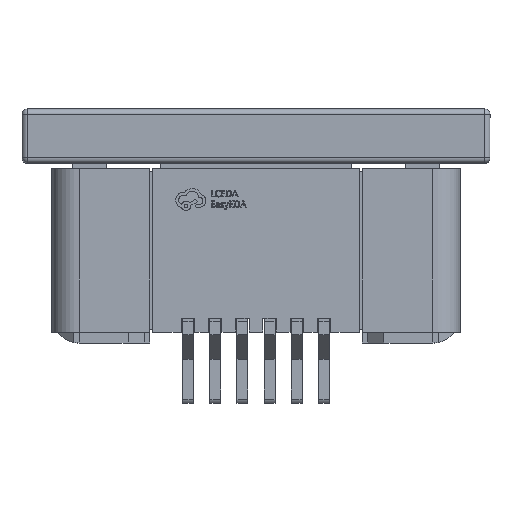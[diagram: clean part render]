
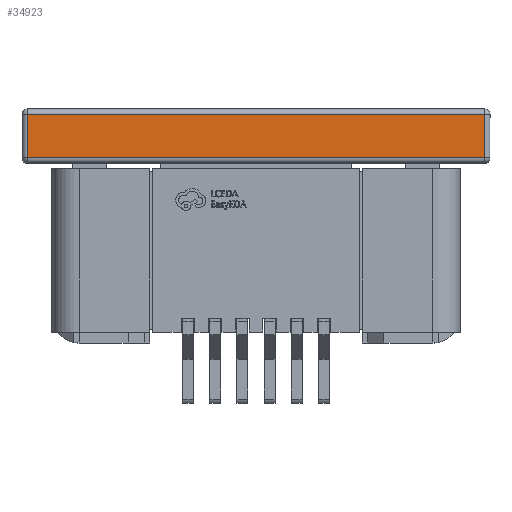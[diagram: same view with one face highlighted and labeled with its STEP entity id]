
A CAD part, top view. The second image highlights one B-rep face of the part: STEP entity #34923.
In plain terms, the highlighted planar face has unit normal (0, 0, 1).
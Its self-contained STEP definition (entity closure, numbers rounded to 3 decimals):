
#689 = CARTESIAN_POINT ( 'NONE',  ( -4.2, -2.8, 1.85 ) ) ;
#1683 = EDGE_CURVE ( 'NONE', #8476, #11596, #35748, .T. ) ;
#1892 = DIRECTION ( 'NONE',  ( 1., 0., 0. ) ) ;
#2563 = VERTEX_POINT ( 'NONE', #689 ) ;
#3131 = AXIS2_PLACEMENT_3D ( 'NONE', #22988, #12096, #14371 ) ;
#3743 = CARTESIAN_POINT ( 'NONE',  ( -4.2, -5.4, 1.85 ) ) ;
#3987 = CARTESIAN_POINT ( 'NONE',  ( -12.6, -3.6, 1.85 ) ) ;
#5126 = CARTESIAN_POINT ( 'NONE',  ( -4.2, -3.6, 1.85 ) ) ;
#5266 = LINE ( 'NONE', #10863, #6233 ) ;
#5556 = LINE ( 'NONE', #19678, #22691 ) ;
#6233 = VECTOR ( 'NONE', #33479, 1000. ) ;
#7864 = ORIENTED_EDGE ( 'NONE', *, *, #14943, .T. ) ;
#8476 = VERTEX_POINT ( 'NONE', #34489 ) ;
#9404 = EDGE_CURVE ( 'NONE', #11596, #24074, #5556, .T. ) ;
#10863 = CARTESIAN_POINT ( 'NONE',  ( -12.7, -2.8, 1.85 ) ) ;
#11596 = VERTEX_POINT ( 'NONE', #3987 ) ;
#12096 = DIRECTION ( 'NONE',  ( 0., 0., 1. ) ) ;
#12296 = DIRECTION ( 'NONE',  ( 0., 1., 0. ) ) ;
#14371 = DIRECTION ( 'NONE',  ( -1., 0., 0. ) ) ;
#14768 = LINE ( 'NONE', #3743, #36044 ) ;
#14943 = EDGE_CURVE ( 'NONE', #24074, #2563, #14768, .T. ) ;
#16248 = EDGE_CURVE ( 'NONE', #2563, #8476, #5266, .T. ) ;
#17393 = ORIENTED_EDGE ( 'NONE', *, *, #9404, .T. ) ;
#18912 = DIRECTION ( 'NONE',  ( 0., -1., 0. ) ) ;
#19678 = CARTESIAN_POINT ( 'NONE',  ( -12.7, -3.6, 1.85 ) ) ;
#19868 = PLANE ( 'NONE',  #3131 ) ;
#22691 = VECTOR ( 'NONE', #1892, 1000. ) ;
#22988 = CARTESIAN_POINT ( 'NONE',  ( -12.7, -5.4, 1.85 ) ) ;
#23819 = EDGE_LOOP ( 'NONE', ( #27649, #26250, #17393, #7864 ) ) ;
#24074 = VERTEX_POINT ( 'NONE', #5126 ) ;
#26250 = ORIENTED_EDGE ( 'NONE', *, *, #1683, .T. ) ;
#27649 = ORIENTED_EDGE ( 'NONE', *, *, #16248, .T. ) ;
#29288 = VECTOR ( 'NONE', #18912, 1000. ) ;
#31562 = FACE_OUTER_BOUND ( 'NONE', #23819, .T. ) ;
#33479 = DIRECTION ( 'NONE',  ( -1., 0., 0. ) ) ;
#34489 = CARTESIAN_POINT ( 'NONE',  ( -12.6, -2.8, 1.85 ) ) ;
#34923 = ADVANCED_FACE ( 'NONE', ( #31562 ), #19868, .T. ) ;
#35748 = LINE ( 'NONE', #35926, #29288 ) ;
#35926 = CARTESIAN_POINT ( 'NONE',  ( -12.6, -3.7, 1.85 ) ) ;
#36044 = VECTOR ( 'NONE', #12296, 1000. ) ;
